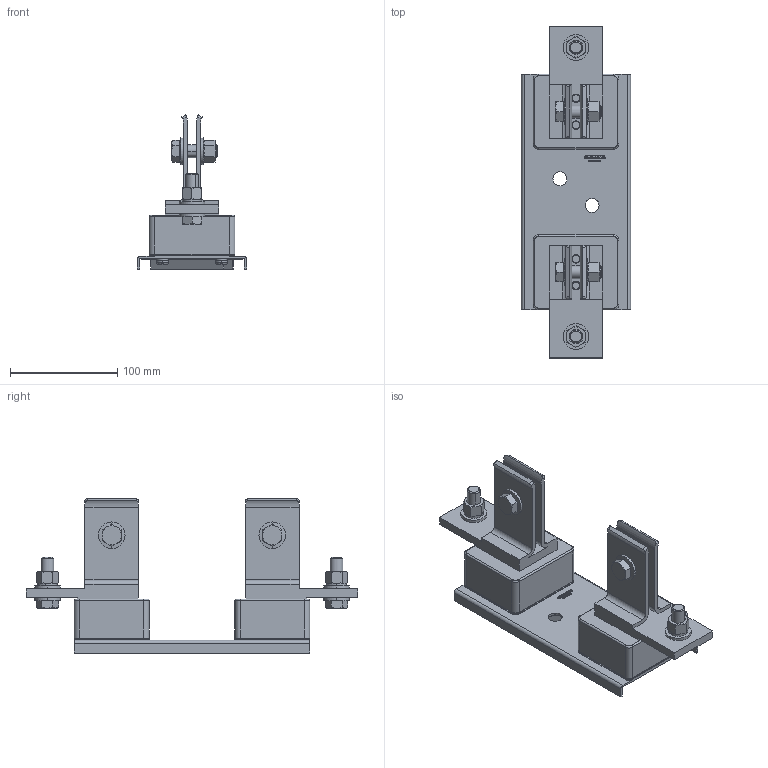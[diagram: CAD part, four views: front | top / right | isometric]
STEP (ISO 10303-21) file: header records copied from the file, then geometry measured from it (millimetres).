
FILE_DESCRIPTION(('STEP AP214'),'1');
FILE_NAME('cctmp_0DBABFAE-C229-4F61-825B-F0CBB021A345_2023_04_14_17_12_11_0653..stp','2023-04-14T15:12:13',('SIEMENS A&D'),('CADClick - www.CADClick.com'),'Spatial InterOp 3D postprocessed',' ','unknown authorization');
FILE_SCHEMA(('AUTOMOTIVE_DESIGN'));
Length unit declared in the file: millimetre
Products named in the file (1): 2023_04_14_17_12_11_0590
Bounding box: 102 x 310 x 144 mm (x, y, z)
Volume: 660958.6 mm3; surface area: 168286.3 mm2
Topology: 1 solids, 8 shells, 1264 faces, 3181 edges, 1990 vertices
Faces by surface type: plane 459, cylinder 418, cone 244, torus 64, bspline 48, extrusion 31
Entity records: 126915 total; most frequent: CARTESIAN_POINT 93766, ORIENTED_EDGE 6330, DIRECTION 5786, EDGE_CURVE 3165, AXIS2_PLACEMENT_3D 2258, VERTEX_POINT 1990, EDGE_LOOP 1383, VECTOR 1270
